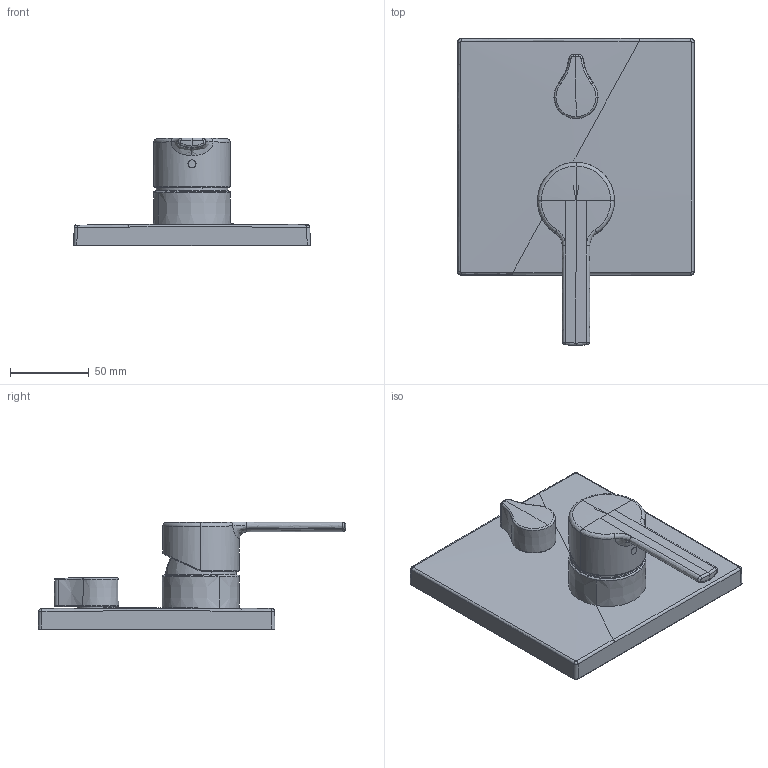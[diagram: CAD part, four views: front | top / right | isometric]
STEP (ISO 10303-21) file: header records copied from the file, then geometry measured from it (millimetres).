
FILE_DESCRIPTION (( 'STEP AP203' ), '1' );
FILE_NAME ('83849583(2018).STEP', '2018-11-13T10:41:48', ( '' ), ( '' ), 'SwSTEP 2.0', 'SolidWorks 2016', '' );
FILE_SCHEMA (( 'CONFIG_CONTROL_DESIGN' ));
Length unit declared in the file: millimetre
Products named in the file (1): 83849583(2018)
Bounding box: 149.97 x 194.76 x 68.36 mm (x, y, z)
Volume: 426008.9 mm3; surface area: 65974.4 mm2
Topology: 1 solids, 1 shells, 103 faces, 243 edges, 143 vertices
Faces by surface type: bspline 57, torus 14, cylinder 13, plane 8, cone 7, sphere 4
Entity records: 8053 total; most frequent: CARTESIAN_POINT 6060, ORIENTED_EDGE 478, DIRECTION 264, EDGE_CURVE 239, VERTEX_POINT 143, B_SPLINE_CURVE_WITH_KNOTS 124, AXIS2_PLACEMENT_3D 113, EDGE_LOOP 108
